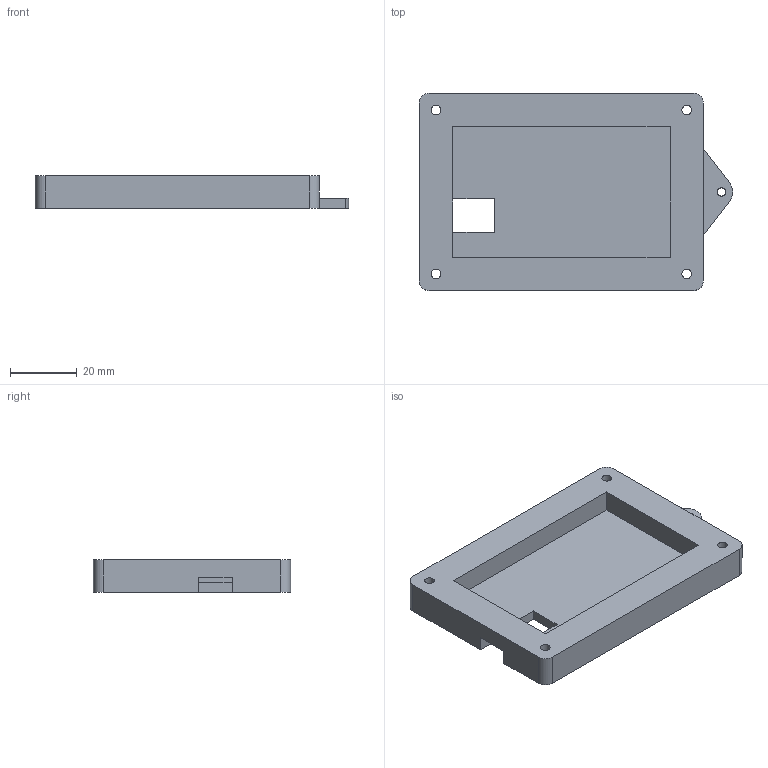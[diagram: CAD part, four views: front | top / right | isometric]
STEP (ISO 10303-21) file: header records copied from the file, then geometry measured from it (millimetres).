
FILE_DESCRIPTION(/* description */ (''),/* implementation_level */ '2;1');
FILE_NAME(/* name */ 'base.step',/* time_stamp */ '2024-10-24T21:55:35-04:00',/* author */ (''),/* organization */ (''),/* preprocessor_version */ 'ST-DEVELOPER v20',/* originating_system */ 'Autodesk Translation Framework v13.20.0.188',/* authorisation */ '');
FILE_SCHEMA (('AUTOMOTIVE_DESIGN { 1 0 10303 214 3 1 1 }'));
Length unit declared in the file: millimetre
Products named in the file (1): Untitled
Bounding box: 93.74 x 59 x 9.6 mm (x, y, z)
Volume: 30628.6 mm3; surface area: 14727.2 mm2
Topology: 2 solids, 2 shells, 30 faces, 81 edges, 54 vertices
Faces by surface type: plane 20, cylinder 10
Full cylindrical faces by diameter (mm): 2.5 x1, 2.9 x4
Entity records: 990 total; most frequent: CARTESIAN_POINT 166, DIRECTION 163, ORIENTED_EDGE 162, EDGE_CURVE 81, LINE 61, VECTOR 61, VERTEX_POINT 54, AXIS2_PLACEMENT_3D 51
